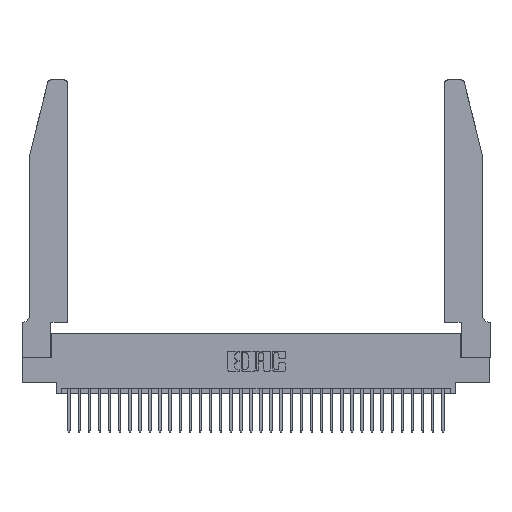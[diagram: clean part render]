
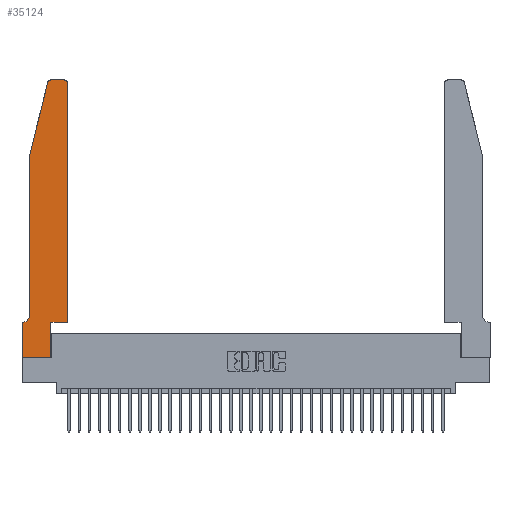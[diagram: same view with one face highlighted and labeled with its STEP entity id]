
A CAD part, top view. The second image highlights one B-rep face of the part: STEP entity #35124.
In plain terms, the highlighted planar face has unit normal (0, 0, 1).
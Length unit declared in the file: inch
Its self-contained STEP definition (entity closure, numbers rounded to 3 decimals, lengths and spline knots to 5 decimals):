
#272 = DIRECTION ( 'NONE',  ( -0.239, -0.971, 0. ) ) ;
#1447 = CARTESIAN_POINT ( 'NONE',  ( 0.284, 2.75, 0.37 ) ) ;
#1449 = EDGE_CURVE ( 'NONE', #5332, #2144, #25693, .T. ) ;
#1768 = EDGE_CURVE ( 'NONE', #14408, #5332, #21925, .T. ) ;
#1940 = VERTEX_POINT ( 'NONE', #25463 ) ;
#2144 = VERTEX_POINT ( 'NONE', #34241 ) ;
#2970 = CARTESIAN_POINT ( 'NONE',  ( 0., 0.35, 0.37 ) ) ;
#2998 = CARTESIAN_POINT ( 'NONE',  ( 0.0755, 2., 0.37 ) ) ;
#3395 = DIRECTION ( 'NONE',  ( 1., 0., 0. ) ) ;
#3633 = CARTESIAN_POINT ( 'NONE',  ( 0.4505, 0.35, 0.37 ) ) ;
#3986 = CARTESIAN_POINT ( 'NONE',  ( 0., 0.35, 0.37 ) ) ;
#4541 = CARTESIAN_POINT ( 'NONE',  ( 0.2605, 2.75, 0.37 ) ) ;
#4554 = VECTOR ( 'NONE', #29175, 39.37008 ) ;
#4651 = CARTESIAN_POINT ( 'NONE',  ( 0.2865, 0., 0.37 ) ) ;
#4660 = DIRECTION ( 'NONE',  ( -1., 0., 0. ) ) ;
#5229 = DIRECTION ( 'NONE',  ( 0., 1., 0. ) ) ;
#5332 = VERTEX_POINT ( 'NONE', #3986 ) ;
#5596 = CIRCLE ( 'NONE', #9138, 0.03 ) ;
#5799 = PLANE ( 'NONE',  #29060 ) ;
#5966 = ORIENTED_EDGE ( 'NONE', *, *, #12225, .T. ) ;
#6490 = CIRCLE ( 'NONE', #26889, 0.07 ) ;
#6686 = EDGE_CURVE ( 'NONE', #19677, #33550, #13907, .T. ) ;
#6795 = EDGE_CURVE ( 'NONE', #8161, #19677, #12156, .T. ) ;
#7057 = CARTESIAN_POINT ( 'NONE',  ( 0.284, 2.72, 0.37 ) ) ;
#7391 = VECTOR ( 'NONE', #16431, 39.37008 ) ;
#8161 = VERTEX_POINT ( 'NONE', #35044 ) ;
#8748 = CARTESIAN_POINT ( 'NONE',  ( 0.0755, 2., 0.37 ) ) ;
#9138 = AXIS2_PLACEMENT_3D ( 'NONE', #30401, #14238, #33121 ) ;
#9180 = ORIENTED_EDGE ( 'NONE', *, *, #1768, .T. ) ;
#9811 = DIRECTION ( 'NONE',  ( 1., 0., 0. ) ) ;
#11179 = CARTESIAN_POINT ( 'NONE',  ( 0.0055, 0.35, 0.37 ) ) ;
#11271 = VECTOR ( 'NONE', #22927, 39.37008 ) ;
#11273 = DIRECTION ( 'NONE',  ( 1., 0., 0. ) ) ;
#11426 = VECTOR ( 'NONE', #3395, 39.37008 ) ;
#11826 = LINE ( 'NONE', #34456, #4554 ) ;
#11948 = CARTESIAN_POINT ( 'NONE',  ( 0.2865, 0.35, 0.37 ) ) ;
#12156 = LINE ( 'NONE', #4541, #16923 ) ;
#12164 = VECTOR ( 'NONE', #25447, 39.37008 ) ;
#12178 = ORIENTED_EDGE ( 'NONE', *, *, #22336, .T. ) ;
#12225 = EDGE_CURVE ( 'NONE', #2144, #23671, #12274, .T. ) ;
#12274 = LINE ( 'NONE', #17126, #11426 ) ;
#12433 = EDGE_CURVE ( 'NONE', #21693, #32109, #11826, .T. ) ;
#12754 = DIRECTION ( 'NONE',  ( 0., 0., -1. ) ) ;
#12773 = VECTOR ( 'NONE', #30420, 39.37008 ) ;
#13034 = LINE ( 'NONE', #3633, #12164 ) ;
#13907 = CIRCLE ( 'NONE', #18582, 0.03 ) ;
#14238 = DIRECTION ( 'NONE',  ( 0., 0., 1. ) ) ;
#14317 = LINE ( 'NONE', #21615, #28649 ) ;
#14408 = VERTEX_POINT ( 'NONE', #11179 ) ;
#14757 = CARTESIAN_POINT ( 'NONE',  ( 0., 0., 0.37 ) ) ;
#14909 = ORIENTED_EDGE ( 'NONE', *, *, #18462, .T. ) ;
#15078 = LINE ( 'NONE', #2998, #28592 ) ;
#16431 = DIRECTION ( 'NONE',  ( -1., 0., 0. ) ) ;
#16923 = VECTOR ( 'NONE', #4660, 39.37008 ) ;
#17126 = CARTESIAN_POINT ( 'NONE',  ( 0., 0., 0.37 ) ) ;
#18462 = EDGE_CURVE ( 'NONE', #29265, #14408, #6490, .T. ) ;
#18582 = AXIS2_PLACEMENT_3D ( 'NONE', #7057, #26075, #9811 ) ;
#19677 = VERTEX_POINT ( 'NONE', #1447 ) ;
#20203 = CARTESIAN_POINT ( 'NONE',  ( 0.4505, 0.35, 0.37 ) ) ;
#20254 = EDGE_LOOP ( 'NONE', ( #21362, #30746, #22976, #30840, #14909, #9180, #26098, #5966, #30359, #23938, #12178, #27169 ) ) ;
#21362 = ORIENTED_EDGE ( 'NONE', *, *, #6795, .T. ) ;
#21615 = CARTESIAN_POINT ( 'NONE',  ( 0.2865, 0.35, 0.37 ) ) ;
#21693 = VERTEX_POINT ( 'NONE', #11948 ) ;
#21925 = LINE ( 'NONE', #27121, #7391 ) ;
#22336 = EDGE_CURVE ( 'NONE', #32109, #30175, #13034, .T. ) ;
#22927 = DIRECTION ( 'NONE',  ( 0., -1., 0. ) ) ;
#22976 = ORIENTED_EDGE ( 'NONE', *, *, #25185, .T. ) ;
#23671 = VERTEX_POINT ( 'NONE', #4651 ) ;
#23938 = ORIENTED_EDGE ( 'NONE', *, *, #12433, .T. ) ;
#25185 = EDGE_CURVE ( 'NONE', #33550, #1940, #15078, .T. ) ;
#25447 = DIRECTION ( 'NONE',  ( 0., 1., 0. ) ) ;
#25463 = CARTESIAN_POINT ( 'NONE',  ( 0.0755, 2., 0.37 ) ) ;
#25615 = CARTESIAN_POINT ( 'NONE',  ( 0.25487, 2.72718, 0.37 ) ) ;
#25693 = LINE ( 'NONE', #14757, #11271 ) ;
#25697 = CARTESIAN_POINT ( 'NONE',  ( 0.4505, 2.72, 0.37 ) ) ;
#26075 = DIRECTION ( 'NONE',  ( 0., 0., 1. ) ) ;
#26098 = ORIENTED_EDGE ( 'NONE', *, *, #1449, .T. ) ;
#26337 = EDGE_CURVE ( 'NONE', #30175, #8161, #5596, .T. ) ;
#26491 = FACE_OUTER_BOUND ( 'NONE', #20254, .T. ) ;
#26889 = AXIS2_PLACEMENT_3D ( 'NONE', #28966, #12754, #31656 ) ;
#27121 = CARTESIAN_POINT ( 'NONE',  ( 0.0755, 0.35, 0.37 ) ) ;
#27169 = ORIENTED_EDGE ( 'NONE', *, *, #26337, .T. ) ;
#27258 = EDGE_CURVE ( 'NONE', #1940, #29265, #28040, .T. ) ;
#27515 = DIRECTION ( 'NONE',  ( 0., 0., 1. ) ) ;
#28040 = LINE ( 'NONE', #8748, #12773 ) ;
#28592 = VECTOR ( 'NONE', #272, 39.37008 ) ;
#28649 = VECTOR ( 'NONE', #5229, 39.37008 ) ;
#28966 = CARTESIAN_POINT ( 'NONE',  ( 0.0055, 0.42, 0.37 ) ) ;
#29060 = AXIS2_PLACEMENT_3D ( 'NONE', #2970, #27515, #11273 ) ;
#29175 = DIRECTION ( 'NONE',  ( 1., 0., 0. ) ) ;
#29265 = VERTEX_POINT ( 'NONE', #30974 ) ;
#30175 = VERTEX_POINT ( 'NONE', #25697 ) ;
#30359 = ORIENTED_EDGE ( 'NONE', *, *, #34368, .T. ) ;
#30401 = CARTESIAN_POINT ( 'NONE',  ( 0.4205, 2.72, 0.37 ) ) ;
#30420 = DIRECTION ( 'NONE',  ( 0., -1., 0. ) ) ;
#30746 = ORIENTED_EDGE ( 'NONE', *, *, #6686, .T. ) ;
#30840 = ORIENTED_EDGE ( 'NONE', *, *, #27258, .T. ) ;
#30974 = CARTESIAN_POINT ( 'NONE',  ( 0.0755, 0.42, 0.37 ) ) ;
#31656 = DIRECTION ( 'NONE',  ( -1., 0., 0. ) ) ;
#32109 = VERTEX_POINT ( 'NONE', #20203 ) ;
#33121 = DIRECTION ( 'NONE',  ( 1., 0., 0. ) ) ;
#33550 = VERTEX_POINT ( 'NONE', #25615 ) ;
#34241 = CARTESIAN_POINT ( 'NONE',  ( 0., 0., 0.37 ) ) ;
#34368 = EDGE_CURVE ( 'NONE', #23671, #21693, #14317, .T. ) ;
#34456 = CARTESIAN_POINT ( 'NONE',  ( 0.4505, 0.35, 0.37 ) ) ;
#35044 = CARTESIAN_POINT ( 'NONE',  ( 0.4205, 2.75, 0.37 ) ) ;
#35124 = ADVANCED_FACE ( 'NONE', ( #26491 ), #5799, .T. ) ;
